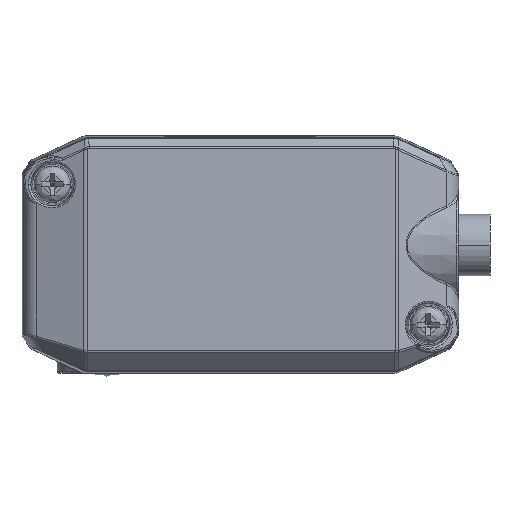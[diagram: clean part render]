
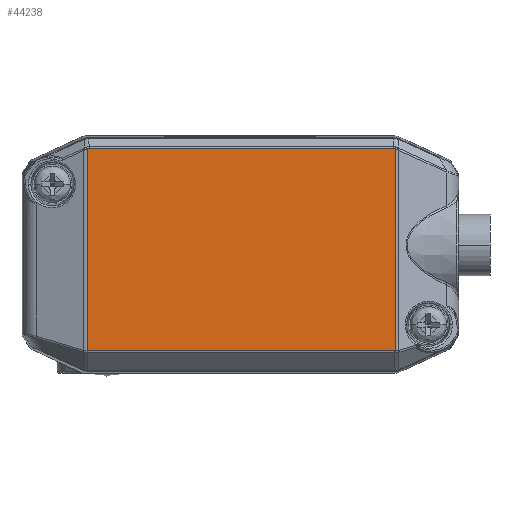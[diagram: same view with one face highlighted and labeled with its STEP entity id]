
A CAD part, left-side view. The second image highlights one B-rep face of the part: STEP entity #44238.
In plain terms, the highlighted planar face has unit normal (-1, 0, 0).
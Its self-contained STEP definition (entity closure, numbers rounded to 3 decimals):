
#35418=CARTESIAN_POINT('',(-12.,-16.321,-10.148));
#35436=CARTESIAN_POINT('',(-12.,15.927,11.15));
#35437=CARTESIAN_POINT('',(-12.,15.951,11.15));
#35438=CARTESIAN_POINT('',(-12.,16.,11.147));
#35439=CARTESIAN_POINT('',(-12.,16.068,11.132));
#35440=CARTESIAN_POINT('',(-12.,16.118,11.113));
#35441=CARTESIAN_POINT('',(-12.,16.143,11.101));
#35443=DIRECTION('',(0.,1.,0.));
#35444=VECTOR('',#35443,32.057);
#35445=CARTESIAN_POINT('',(-12.,-16.129,11.15));
#35446=LINE('',#35445,#35444);
#35447=CARTESIAN_POINT('',(-12.,-16.321,11.112));
#35448=CARTESIAN_POINT('',(-12.,-16.298,11.121));
#35449=CARTESIAN_POINT('',(-12.,-16.253,11.136));
#35450=CARTESIAN_POINT('',(-12.,-16.188,11.148));
#35451=CARTESIAN_POINT('',(-12.,-16.149,11.15));
#35452=CARTESIAN_POINT('',(-12.,-16.129,11.15));
#35454=DIRECTION('',(0.,0.,1.));
#35455=VECTOR('',#35454,21.26);
#35456=CARTESIAN_POINT('',(-12.,-16.321,-10.148));
#35457=LINE('',#35456,#35455);
#35458=CARTESIAN_POINT('',(-12.,-16.275,-10.15));
#35459=CARTESIAN_POINT('',(-12.,-16.28,-10.15));
#35460=CARTESIAN_POINT('',(-12.,-16.29,-10.15));
#35461=CARTESIAN_POINT('',(-12.,-16.306,-10.149));
#35462=CARTESIAN_POINT('',(-12.,-16.316,-10.149));
#35463=CARTESIAN_POINT('',(-12.,-16.321,-10.148));
#35465=DIRECTION('',(0.,-1.,0.));
#35466=VECTOR('',#35465,32.368);
#35467=CARTESIAN_POINT('',(-12.,16.094,-10.15));
#35468=LINE('',#35467,#35466);
#35469=CARTESIAN_POINT('',(-12.,16.143,-10.148));
#35470=CARTESIAN_POINT('',(-12.,16.138,-10.148));
#35471=CARTESIAN_POINT('',(-12.,16.127,-10.149));
#35472=CARTESIAN_POINT('',(-12.,16.11,-10.15));
#35473=CARTESIAN_POINT('',(-12.,16.099,-10.15));
#35474=CARTESIAN_POINT('',(-12.,16.094,-10.15));
#35476=DIRECTION('',(0.,0.,-1.));
#35477=VECTOR('',#35476,21.249);
#35478=CARTESIAN_POINT('',(-12.,16.143,11.101));
#35479=LINE('',#35478,#35477);
#35497=CARTESIAN_POINT('',(-12.,16.143,11.101));
#36813=VERTEX_POINT('',#35497);
#36815=VERTEX_POINT('',#35436);
#36817=CARTESIAN_POINT('',(-12.,-16.129,11.15));
#36818=VERTEX_POINT('',#36817);
#36821=VERTEX_POINT('',#35447);
#36865=VERTEX_POINT('',#35418);
#36867=VERTEX_POINT('',#35458);
#36869=CARTESIAN_POINT('',(-12.,16.094,-10.15));
#36870=VERTEX_POINT('',#36869);
#36873=VERTEX_POINT('',#35469);
#44217=CARTESIAN_POINT('',(-12.,0.,0.));
#44218=DIRECTION('',(1.,0.,0.));
#44219=DIRECTION('',(0.,1.,0.));
#44220=AXIS2_PLACEMENT_3D('',#44217,#44218,#44219);
#44221=PLANE('',#44220);
#44223=ORIENTED_EDGE('',*,*,#44222,.F.);
#44225=ORIENTED_EDGE('',*,*,#44224,.F.);
#44226=ORIENTED_EDGE('',*,*,#44207,.F.);
#44227=ORIENTED_EDGE('',*,*,#44127,.F.);
#44229=ORIENTED_EDGE('',*,*,#44228,.F.);
#44231=ORIENTED_EDGE('',*,*,#44230,.F.);
#44233=ORIENTED_EDGE('',*,*,#44232,.F.);
#44235=ORIENTED_EDGE('',*,*,#44234,.F.);
#44236=EDGE_LOOP('',(#44223,#44225,#44226,#44227,#44229,#44231,#44233,#44235));
#44237=FACE_OUTER_BOUND('',#44236,.F.);
#44238=ADVANCED_FACE('',(#44237),#44221,.F.);
#35442=B_SPLINE_CURVE_WITH_KNOTS('',3,(#35436,#35437,#35438,#35439,#35440,
#35441),.UNSPECIFIED.,.F.,.F.,(4,1,1,4),(0.,0.333,
0.667,1.),.UNSPECIFIED.);
#35453=B_SPLINE_CURVE_WITH_KNOTS('',3,(#35447,#35448,#35449,#35450,#35451,
#35452),.UNSPECIFIED.,.F.,.F.,(4,1,1,4),(0.,0.333,
0.667,1.),.UNSPECIFIED.);
#35464=B_SPLINE_CURVE_WITH_KNOTS('',3,(#35458,#35459,#35460,#35461,#35462,
#35463),.UNSPECIFIED.,.F.,.F.,(4,1,1,4),(0.,0.333,
0.667,1.),.UNSPECIFIED.);
#35475=B_SPLINE_CURVE_WITH_KNOTS('',3,(#35469,#35470,#35471,#35472,#35473,
#35474),.UNSPECIFIED.,.F.,.F.,(4,1,1,4),(0.,0.333,
0.667,1.),.UNSPECIFIED.);
#44127=EDGE_CURVE('',#36865,#36821,#35457,.T.);
#44207=EDGE_CURVE('',#36821,#36818,#35453,.T.);
#44222=EDGE_CURVE('',#36815,#36813,#35442,.T.);
#44224=EDGE_CURVE('',#36818,#36815,#35446,.T.);
#44228=EDGE_CURVE('',#36867,#36865,#35464,.T.);
#44230=EDGE_CURVE('',#36870,#36867,#35468,.T.);
#44232=EDGE_CURVE('',#36873,#36870,#35475,.T.);
#44234=EDGE_CURVE('',#36813,#36873,#35479,.T.);
